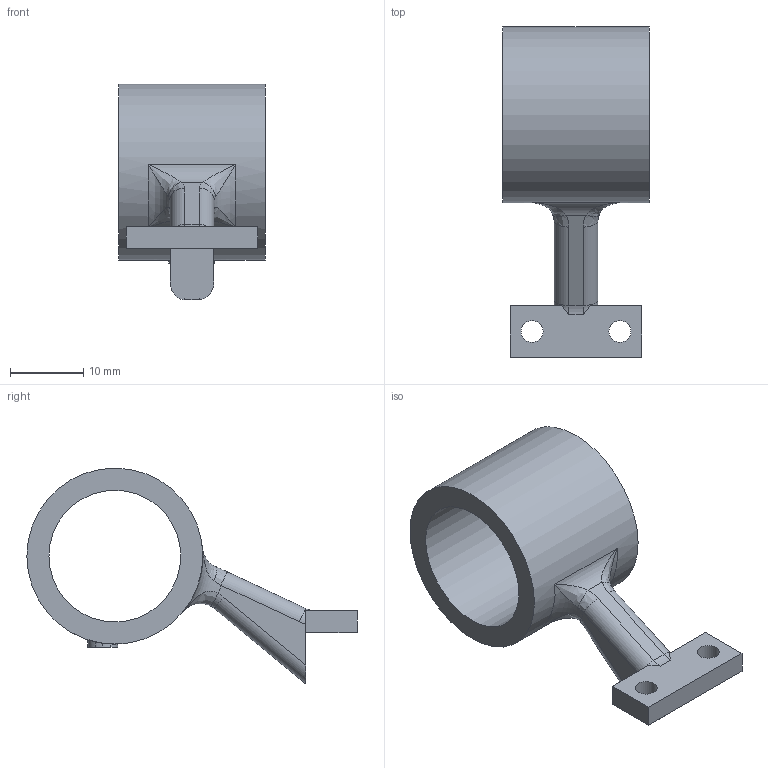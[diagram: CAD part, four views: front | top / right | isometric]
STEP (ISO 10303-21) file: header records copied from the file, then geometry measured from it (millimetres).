
FILE_DESCRIPTION(/* description */ ('STEP AP242','CAx-IF Rec.Pracs.---Representation and Presentation of Product Manufacturing Information (PMI)---4.0---2014-10-13','CAx-IF Rec.Pracs.---3D Tessellated Geometry---0.4---2014-09-14','2;1'),/* implementation_level */ '2;1');
FILE_NAME(/* name */ '66d5bae088e2e62abc30a733',/* time_stamp */ '2024-09-02T13:17:21Z',/* author */ (''),/* organization */ (''),/* preprocessor_version */ 'ST-DEVELOPER v20',/* originating_system */ ' ',/* authorisation */ ' ');
FILE_SCHEMA (('AP242_MANAGED_MODEL_BASED_3D_ENGINEERING_MIM_LF { 1 0 10303 442 1 1 4 }'));
Length unit declared in the file: metre
Products named in the file (1): end_mount
Bounding box: 20 x 45.04 x 29.43 mm (x, y, z)
Volume: 4973.3 mm3; surface area: 3837.6 mm2
Topology: 1 solids, 1 shells, 64 faces, 165 edges, 102 vertices
Faces by surface type: bspline 23, plane 20, cylinder 15, torus 6
Full cylindrical faces by diameter (mm): 3 x2, 17.974 x1, 24 x1
Entity records: 2134 total; most frequent: CARTESIAN_POINT 731, ORIENTED_EDGE 314, DIRECTION 225, EDGE_CURVE 157, VERTEX_POINT 102, AXIS2_PLACEMENT_3D 79, EDGE_LOOP 77, FACE_BOUND 77
